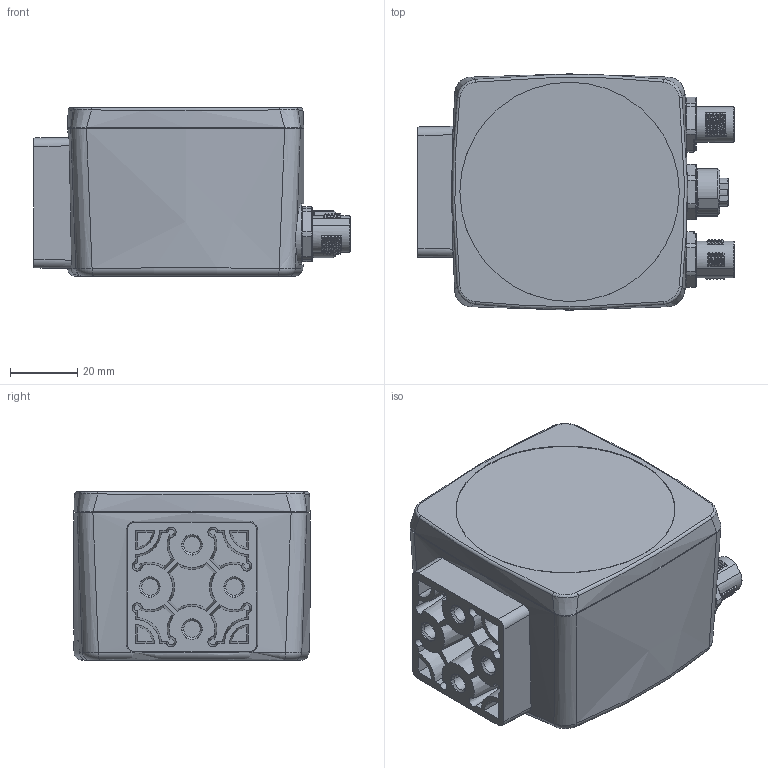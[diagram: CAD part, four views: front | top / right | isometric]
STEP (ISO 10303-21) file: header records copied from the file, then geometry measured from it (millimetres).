
FILE_DESCRIPTION((''),'2;1');
FILE_NAME('CAD2020','2014-09-15T',('Creinig-se'),(''),'PRO/ENGINEER BY PARAMETRIC TECHNOLOGY CORPORATION, 2013050','PRO/ENGINEER BY PARAMETRIC TECHNOLOGY CORPORATION, 2013050','');
FILE_SCHEMA(('CONFIG_CONTROL_DESIGN'));
Products named in the file (1): CAD2020
Bounding box: 93.8 x 70 x 50 mm (x, y, z)
Volume: 244944.5 mm3; surface area: 32780.7 mm2
Topology: 1 solids, 1 shells, 1161 faces, 3018 edges, 1976 vertices
Faces by surface type: plane 432, cylinder 274, bspline 241, cone 107, torus 93, sphere 8, extrusion 6
Entity records: 61474 total; most frequent: CARTESIAN_POINT 26790, ORIENTED_EDGE 5858, DIRECTION 4708, EDGE_CURVE 2929, VERTEX_POINT 1810, AXIS2_PLACEMENT_3D 1660, VECTOR 1388, LINE 1382
